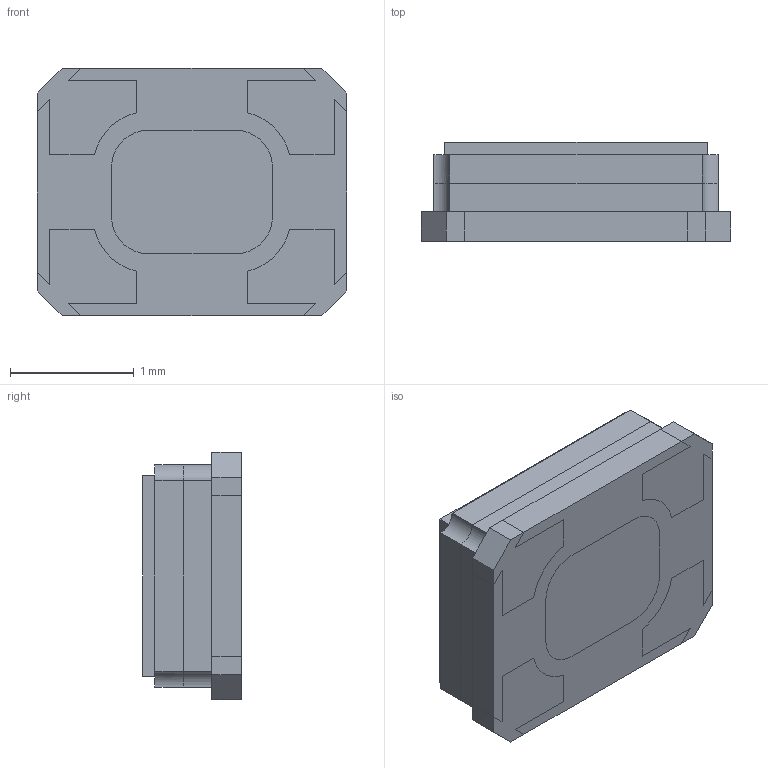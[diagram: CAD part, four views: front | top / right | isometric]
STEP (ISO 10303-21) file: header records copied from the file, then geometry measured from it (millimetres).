
FILE_DESCRIPTION (( 'STEP AP214' ), '1' );
FILE_NAME ('KC2520Z12.0000C15XXK.STEP', '2024-04-17T01:15:18', ( '' ), ( '' ), 'SwSTEP 2.0', 'SolidWorks 2023', '' );
FILE_SCHEMA (( 'AUTOMOTIVE_DESIGN' ));
Length unit declared in the file: millimetre
Products named in the file (1): KC2520Z12.0000C15XXK
Bounding box: 2.5 x 0.8 x 2 mm (x, y, z)
Volume: 3.4 mm3; surface area: 39.3 mm2
Topology: 8 solids, 8 shells, 131 faces, 334 edges, 220 vertices
Faces by surface type: plane 105, cylinder 26
Entity records: 5451 total; most frequent: CARTESIAN_POINT 686, ORIENTED_EDGE 668, DIRECTION 654, EDGE_CURVE 334, VECTOR 278, LINE 278, VERTEX_POINT 220, AXIS2_PLACEMENT_3D 188
